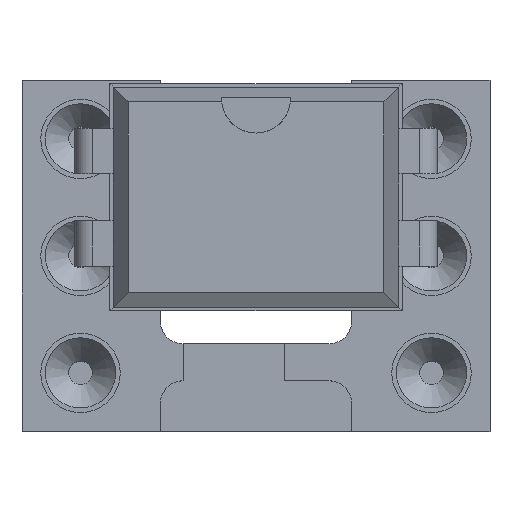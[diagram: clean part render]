
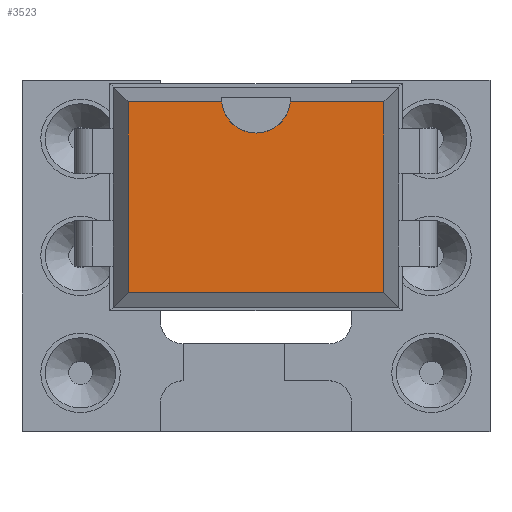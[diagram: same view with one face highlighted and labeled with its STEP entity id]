
A CAD part, top view. The second image highlights one B-rep face of the part: STEP entity #3523.
In plain terms, the highlighted planar face has unit normal (0, 0, 1).
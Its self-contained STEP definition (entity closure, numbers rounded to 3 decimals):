
#1848 = VERTEX_POINT('',#1849);
#1849 = CARTESIAN_POINT('',(2.776,3.336,7.38));
#1854 = EDGE_CURVE('',#1855,#1848,#1857,.T.);
#1855 = VERTEX_POINT('',#1856);
#1856 = CARTESIAN_POINT('',(2.776,-0.796,7.38));
#1857 = LINE('',#1858,#1859);
#1858 = CARTESIAN_POINT('',(2.776,-0.796,7.38));
#1859 = VECTOR('',#1860,1.);
#1860 = DIRECTION('',(0.,1.,0.));
#2260 = VERTEX_POINT('',#2261);
#2261 = CARTESIAN_POINT('',(-2.776,3.336,7.38));
#2266 = EDGE_CURVE('',#2267,#2260,#2269,.T.);
#2267 = VERTEX_POINT('',#2268);
#2268 = CARTESIAN_POINT('',(-0.746,3.336,7.38));
#2269 = LINE('',#2270,#2271);
#2270 = CARTESIAN_POINT('',(2.776,3.336,7.38));
#2271 = VECTOR('',#2272,1.);
#2272 = DIRECTION('',(-1.,0.,0.));
#2487 = VERTEX_POINT('',#2488);
#2488 = CARTESIAN_POINT('',(0.746,3.336,7.38));
#2592 = EDGE_CURVE('',#1848,#2487,#2593,.T.);
#2593 = LINE('',#2594,#2595);
#2594 = CARTESIAN_POINT('',(2.776,3.336,7.38));
#2595 = VECTOR('',#2596,1.);
#2596 = DIRECTION('',(-1.,0.,0.));
#2981 = VERTEX_POINT('',#2982);
#2982 = CARTESIAN_POINT('',(-2.776,-0.796,7.38));
#2987 = EDGE_CURVE('',#2260,#2981,#2988,.T.);
#2988 = LINE('',#2989,#2990);
#2989 = CARTESIAN_POINT('',(-2.776,3.336,7.38));
#2990 = VECTOR('',#2991,1.);
#2991 = DIRECTION('',(0.,-1.,0.));
#3386 = EDGE_CURVE('',#2981,#1855,#3387,.T.);
#3387 = LINE('',#3388,#3389);
#3388 = CARTESIAN_POINT('',(-2.776,-0.796,7.38));
#3389 = VECTOR('',#3390,1.);
#3390 = DIRECTION('',(1.,0.,0.));
#3523 = ADVANCED_FACE('',(#3524),#3547,.F.);
#3524 = FACE_BOUND('',#3525,.F.);
#3525 = EDGE_LOOP('',(#3526,#3527,#3528,#3529,#3530,#3539,#3546));
#3526 = ORIENTED_EDGE('',*,*,#1854,.F.);
#3527 = ORIENTED_EDGE('',*,*,#3386,.F.);
#3528 = ORIENTED_EDGE('',*,*,#2987,.F.);
#3529 = ORIENTED_EDGE('',*,*,#2266,.F.);
#3530 = ORIENTED_EDGE('',*,*,#3531,.F.);
#3531 = EDGE_CURVE('',#3532,#2267,#3534,.T.);
#3532 = VERTEX_POINT('',#3533);
#3533 = CARTESIAN_POINT('',(0.,2.661,7.38));
#3534 = CIRCLE('',#3535,0.75);
#3535 = AXIS2_PLACEMENT_3D('',#3536,#3537,#3538);
#3536 = CARTESIAN_POINT('',(0.,3.411,7.38));
#3537 = DIRECTION('',(0.,0.,-1.));
#3538 = DIRECTION('',(0.,-1.,0.));
#3539 = ORIENTED_EDGE('',*,*,#3540,.F.);
#3540 = EDGE_CURVE('',#2487,#3532,#3541,.T.);
#3541 = CIRCLE('',#3542,0.75);
#3542 = AXIS2_PLACEMENT_3D('',#3543,#3544,#3545);
#3543 = CARTESIAN_POINT('',(0.,3.411,7.38));
#3544 = DIRECTION('',(0.,0.,-1.));
#3545 = DIRECTION('',(0.,-1.,0.));
#3546 = ORIENTED_EDGE('',*,*,#2592,.F.);
#3547 = PLANE('',#3548);
#3548 = AXIS2_PLACEMENT_3D('',#3549,#3550,#3551);
#3549 = CARTESIAN_POINT('',(2.776,-0.796,7.38));
#3550 = DIRECTION('',(0.,0.,-1.));
#3551 = DIRECTION('',(-0.802,0.597,0.));
